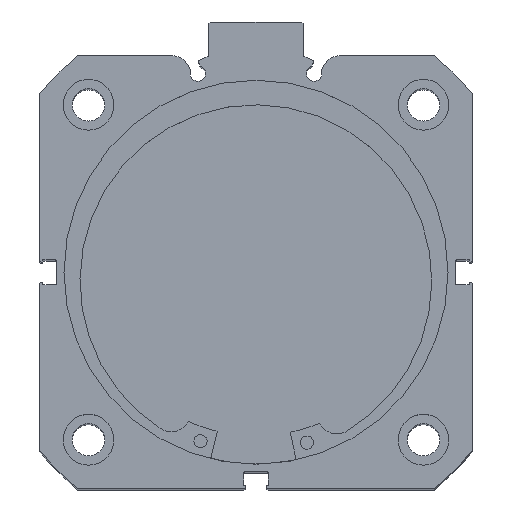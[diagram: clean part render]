
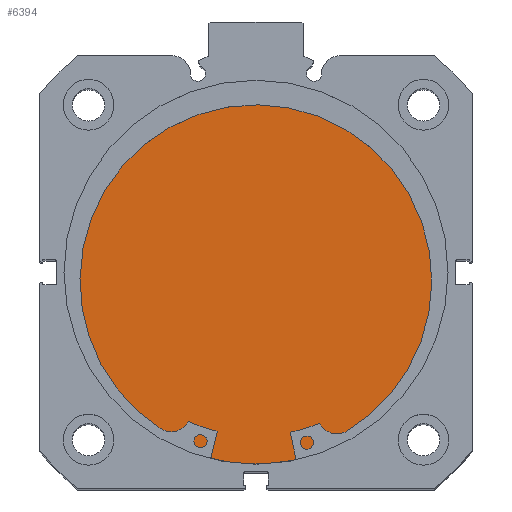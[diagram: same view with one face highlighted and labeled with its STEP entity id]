
A CAD part, top view. The second image highlights one B-rep face of the part: STEP entity #6394.
In plain terms, the highlighted face is planar.
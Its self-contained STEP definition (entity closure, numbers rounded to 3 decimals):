
#273 = EDGE_LOOP ( 'NONE', ( #6674, #426 ) ) ;
#426 = ORIENTED_EDGE ( 'NONE', *, *, #1241, .F. ) ;
#1241 = EDGE_CURVE ( 'NONE', #4969, #6505, #2138, .T. ) ;
#1255 = EDGE_CURVE ( 'NONE', #6505, #4969, #2159, .T. ) ;
#1609 = AXIS2_PLACEMENT_3D ( 'NONE', #5692, #5693, #5694 ) ;
#1612 = AXIS2_PLACEMENT_3D ( 'NONE', #5727, #5728, #5729 ) ;
#1899 = AXIS2_PLACEMENT_3D ( 'NONE', #4114, #4117, #4118 ) ;
#2138 = CIRCLE ( 'NONE', #1609, 51. ) ;
#2159 = CIRCLE ( 'NONE', #1612, 51. ) ;
#2902 = FACE_OUTER_BOUND ( 'NONE', #273, .T. ) ;
#3487 = CARTESIAN_POINT ( 'NONE',  ( 13., 0., -51. ) ) ;
#4114 = CARTESIAN_POINT ( 'NONE',  ( 13., 51., 0. ) ) ;
#4115 = PLANE ( 'NONE',  #1899 ) ;
#4117 = DIRECTION ( 'NONE',  ( -1., 0., 0. ) ) ;
#4118 = DIRECTION ( 'NONE',  ( 0., 0., 1. ) ) ;
#4697 = CARTESIAN_POINT ( 'NONE',  ( 13., 0., 51. ) ) ;
#4969 = VERTEX_POINT ( 'NONE', #3487 ) ;
#5692 = CARTESIAN_POINT ( 'NONE',  ( 13., 0., 0. ) ) ;
#5693 = DIRECTION ( 'NONE',  ( -1., 0., 0. ) ) ;
#5694 = DIRECTION ( 'NONE',  ( 0., 0., 1. ) ) ;
#5727 = CARTESIAN_POINT ( 'NONE',  ( 13., 0., 0. ) ) ;
#5728 = DIRECTION ( 'NONE',  ( -1., 0., 0. ) ) ;
#5729 = DIRECTION ( 'NONE',  ( 0., 0., 1. ) ) ;
#6394 = ADVANCED_FACE ( 'NONE', ( #2902 ), #4115, .F. ) ;
#6505 = VERTEX_POINT ( 'NONE', #4697 ) ;
#6674 = ORIENTED_EDGE ( 'NONE', *, *, #1255, .F. ) ;
